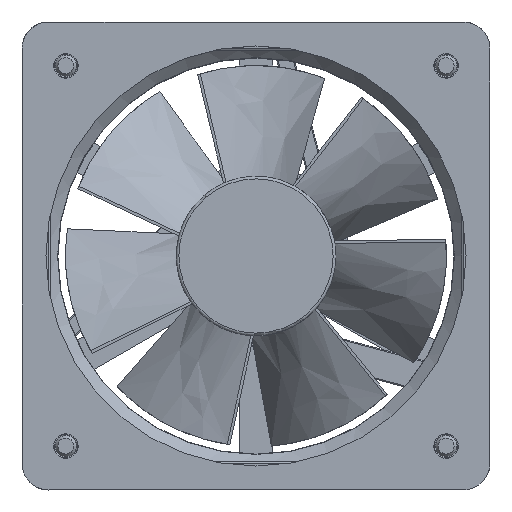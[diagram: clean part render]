
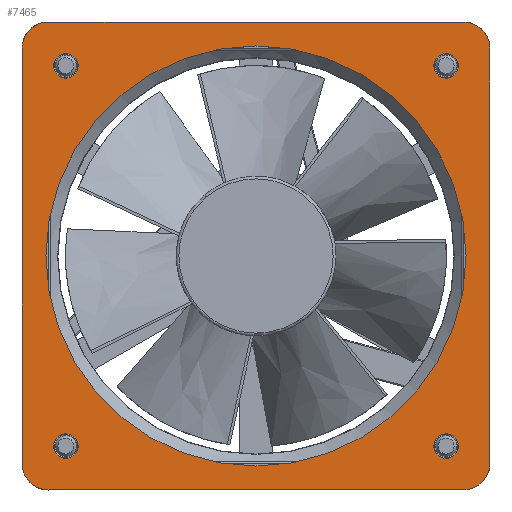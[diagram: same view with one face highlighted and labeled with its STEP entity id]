
A CAD part, top view. The second image highlights one B-rep face of the part: STEP entity #7465.
In plain terms, the highlighted planar face has unit normal (0, 0, 1).
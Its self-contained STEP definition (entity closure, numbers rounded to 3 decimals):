
#833=FACE_BOUND('',#1724,.T.);
#834=FACE_BOUND('',#1725,.T.);
#835=FACE_BOUND('',#1726,.T.);
#836=FACE_BOUND('',#1727,.T.);
#837=FACE_BOUND('',#1728,.T.);
#873=B_SPLINE_CURVE_WITH_KNOTS('',3,(#11934,#11935,#11936,#11937,#11938,
#11939,#11940,#11941,#11942,#11943,#11944,#11945,#11946,#11947,#11948,#11949,
#11950,#11951,#11952,#11953,#11954,#11955,#11956,#11957,#11958,#11959,#11960,
#11961,#11962,#11963,#11964,#11965,#11966,#11967,#11968,#11969,#11970),
 .UNSPECIFIED.,.T.,.F.,(4,3,3,3,3,3,3,3,3,3,3,3,4),(0.,0.011,
0.022,0.25,0.261,0.272,0.5,0.511,
0.522,0.75,0.761,0.772,1.),
 .UNSPECIFIED.);
#1121=PLANE('',#8037);
#1234=FACE_OUTER_BOUND('',#1723,.T.);
#1723=EDGE_LOOP('',(#5268));
#1724=EDGE_LOOP('',(#5269));
#1725=EDGE_LOOP('',(#5270));
#1726=EDGE_LOOP('',(#5271));
#1727=EDGE_LOOP('',(#5272));
#1728=EDGE_LOOP('',(#5273));
#2817=CIRCLE('',#8023,2.3);
#2819=CIRCLE('',#8026,2.3);
#2821=CIRCLE('',#8029,39.5);
#2823=CIRCLE('',#8032,2.3);
#2825=CIRCLE('',#8035,2.3);
#3348=VERTEX_POINT('',#11791);
#3350=VERTEX_POINT('',#11797);
#3352=VERTEX_POINT('',#11803);
#3354=VERTEX_POINT('',#11809);
#3356=VERTEX_POINT('',#11815);
#3359=VERTEX_POINT('',#11932);
#4038=EDGE_CURVE('',#3348,#3348,#2817,.T.);
#4041=EDGE_CURVE('',#3350,#3350,#2819,.T.);
#4044=EDGE_CURVE('',#3352,#3352,#2821,.T.);
#4047=EDGE_CURVE('',#3354,#3354,#2823,.T.);
#4050=EDGE_CURVE('',#3356,#3356,#2825,.T.);
#4055=EDGE_CURVE('',#3359,#3359,#873,.T.);
#5268=ORIENTED_EDGE('',*,*,#4055,.T.);
#5269=ORIENTED_EDGE('',*,*,#4050,.T.);
#5270=ORIENTED_EDGE('',*,*,#4047,.T.);
#5271=ORIENTED_EDGE('',*,*,#4044,.T.);
#5272=ORIENTED_EDGE('',*,*,#4041,.T.);
#5273=ORIENTED_EDGE('',*,*,#4038,.T.);
#7465=ADVANCED_FACE('',(#1234,#833,#834,#835,#836,#837),#1121,.T.);
#8023=AXIS2_PLACEMENT_3D('',#11792,#9067,#9068);
#8026=AXIS2_PLACEMENT_3D('',#11798,#9074,#9075);
#8029=AXIS2_PLACEMENT_3D('',#11804,#9081,#9082);
#8032=AXIS2_PLACEMENT_3D('',#11810,#9088,#9089);
#8035=AXIS2_PLACEMENT_3D('',#11816,#9095,#9096);
#8037=AXIS2_PLACEMENT_3D('',#11971,#9101,#9102);
#9067=DIRECTION('center_axis',(0.,0.,-1.));
#9068=DIRECTION('ref_axis',(1.,0.,0.));
#9074=DIRECTION('center_axis',(0.,0.,-1.));
#9075=DIRECTION('ref_axis',(1.,0.,0.));
#9081=DIRECTION('center_axis',(0.,0.,-1.));
#9082=DIRECTION('ref_axis',(1.,0.,0.));
#9088=DIRECTION('center_axis',(0.,0.,-1.));
#9089=DIRECTION('ref_axis',(1.,0.,0.));
#9095=DIRECTION('center_axis',(0.,0.,-1.));
#9096=DIRECTION('ref_axis',(1.,0.,0.));
#9101=DIRECTION('center_axis',(0.,0.,1.));
#9102=DIRECTION('ref_axis',(1.,0.,0.));
#11791=CARTESIAN_POINT('',(-38.05,-35.75,27.9));
#11792=CARTESIAN_POINT('Origin',(-35.75,-35.75,27.9));
#11797=CARTESIAN_POINT('',(-38.05,35.75,27.9));
#11798=CARTESIAN_POINT('Origin',(-35.75,35.75,27.9));
#11803=CARTESIAN_POINT('',(-39.5,0.,27.9));
#11804=CARTESIAN_POINT('Origin',(0.,0.,27.9));
#11809=CARTESIAN_POINT('',(33.45,-35.75,27.9));
#11810=CARTESIAN_POINT('Origin',(35.75,-35.75,27.9));
#11815=CARTESIAN_POINT('',(33.45,35.75,27.9));
#11816=CARTESIAN_POINT('Origin',(35.75,35.75,27.9));
#11932=CARTESIAN_POINT('',(-44.,-39.,27.9));
#11934=CARTESIAN_POINT('Ctrl Pts',(-44.,-39.,27.9));
#11935=CARTESIAN_POINT('Ctrl Pts',(-44.,-40.301,27.9));
#11936=CARTESIAN_POINT('Ctrl Pts',(-43.456,-41.633,
27.9));
#11937=CARTESIAN_POINT('Ctrl Pts',(-42.501,-42.57,27.9));
#11938=CARTESIAN_POINT('Ctrl Pts',(-41.57,-43.483,
27.9));
#11939=CARTESIAN_POINT('Ctrl Pts',(-40.269,-44.,27.9));
#11940=CARTESIAN_POINT('Ctrl Pts',(-39.,-44.,27.9));
#11941=CARTESIAN_POINT('Ctrl Pts',(-13.,-44.,27.9));
#11942=CARTESIAN_POINT('Ctrl Pts',(13.,-44.,27.9));
#11943=CARTESIAN_POINT('Ctrl Pts',(39.,-44.,27.9));
#11944=CARTESIAN_POINT('Ctrl Pts',(40.301,-44.,27.9));
#11945=CARTESIAN_POINT('Ctrl Pts',(41.633,-43.456,27.9));
#11946=CARTESIAN_POINT('Ctrl Pts',(42.57,-42.501,27.9));
#11947=CARTESIAN_POINT('Ctrl Pts',(43.483,-41.57,27.9));
#11948=CARTESIAN_POINT('Ctrl Pts',(44.,-40.269,27.9));
#11949=CARTESIAN_POINT('Ctrl Pts',(44.,-39.,27.9));
#11950=CARTESIAN_POINT('Ctrl Pts',(44.,-13.,27.9));
#11951=CARTESIAN_POINT('Ctrl Pts',(44.,13.,27.9));
#11952=CARTESIAN_POINT('Ctrl Pts',(44.,39.,27.9));
#11953=CARTESIAN_POINT('Ctrl Pts',(44.,40.301,27.9));
#11954=CARTESIAN_POINT('Ctrl Pts',(43.456,41.633,27.9));
#11955=CARTESIAN_POINT('Ctrl Pts',(42.501,42.57,27.9));
#11956=CARTESIAN_POINT('Ctrl Pts',(41.57,43.483,27.9));
#11957=CARTESIAN_POINT('Ctrl Pts',(40.269,44.,27.9));
#11958=CARTESIAN_POINT('Ctrl Pts',(39.,44.,27.9));
#11959=CARTESIAN_POINT('Ctrl Pts',(13.,44.,27.9));
#11960=CARTESIAN_POINT('Ctrl Pts',(-13.,44.,27.9));
#11961=CARTESIAN_POINT('Ctrl Pts',(-39.,44.,27.9));
#11962=CARTESIAN_POINT('Ctrl Pts',(-40.301,44.,27.9));
#11963=CARTESIAN_POINT('Ctrl Pts',(-41.633,43.456,27.9));
#11964=CARTESIAN_POINT('Ctrl Pts',(-42.57,42.501,27.9));
#11965=CARTESIAN_POINT('Ctrl Pts',(-43.483,41.57,27.9));
#11966=CARTESIAN_POINT('Ctrl Pts',(-44.,40.269,27.9));
#11967=CARTESIAN_POINT('Ctrl Pts',(-44.,39.,27.9));
#11968=CARTESIAN_POINT('Ctrl Pts',(-44.,13.,27.9));
#11969=CARTESIAN_POINT('Ctrl Pts',(-44.,-13.,27.9));
#11970=CARTESIAN_POINT('Ctrl Pts',(-44.,-39.,27.9));
#11971=CARTESIAN_POINT('Origin',(0.,0.,27.9));
